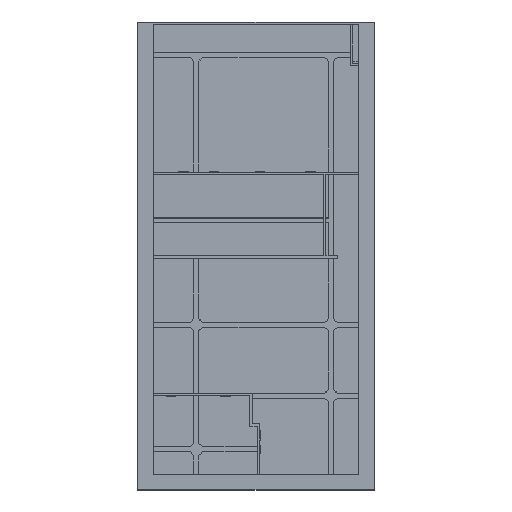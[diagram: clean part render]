
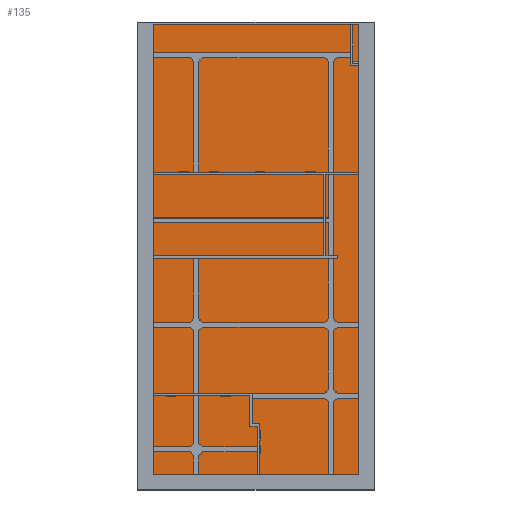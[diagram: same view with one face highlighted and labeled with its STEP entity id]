
A CAD part, top view. The second image highlights one B-rep face of the part: STEP entity #135.
In plain terms, the highlighted planar face has unit normal (0, 0, 1).
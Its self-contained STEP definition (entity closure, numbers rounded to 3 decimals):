
#115=AXIS2_PLACEMENT_3D('Plane Axis2P3D',#112,#113,#114) ;
#46=CARTESIAN_POINT('Line Origine',(0.,8850.,0.)) ;
#50=CARTESIAN_POINT('Vertex',(0.,17700.,0.)) ;
#52=CARTESIAN_POINT('Vertex',(0.,0.,0.)) ;
#97=CARTESIAN_POINT('Vertex',(-8100.,17700.,0.)) ;
#100=CARTESIAN_POINT('Line Origine',(-4050.,17700.,0.)) ;
#112=CARTESIAN_POINT('Axis2P3D Location',(0.,0.,0.)) ;
#117=CARTESIAN_POINT('Line Origine',(-8100.,8850.,0.)) ;
#121=CARTESIAN_POINT('Vertex',(-8100.,0.,0.)) ;
#124=CARTESIAN_POINT('Line Origine',(-4050.,0.,0.)) ;
#47=DIRECTION('Vector Direction',(0.,-1.,0.)) ;
#101=DIRECTION('Vector Direction',(-1.,0.,0.)) ;
#113=DIRECTION('Axis2P3D Direction',(0.,0.,1.)) ;
#114=DIRECTION('Axis2P3D XDirection',(1.,0.,0.)) ;
#118=DIRECTION('Vector Direction',(0.,1.,0.)) ;
#125=DIRECTION('Vector Direction',(1.,0.,0.)) ;
#48=VECTOR('Line Direction',#47,1.) ;
#102=VECTOR('Line Direction',#101,1.) ;
#119=VECTOR('Line Direction',#118,1.) ;
#126=VECTOR('Line Direction',#125,1.) ;
#130=ORIENTED_EDGE('',*,*,#104,.T.) ;
#131=ORIENTED_EDGE('',*,*,#123,.F.) ;
#132=ORIENTED_EDGE('',*,*,#128,.T.) ;
#133=ORIENTED_EDGE('',*,*,#54,.F.) ;
#135=ADVANCED_FACE('\X2\041F043E043B\X0\',(#134),#116,.T.) ;
#54=EDGE_CURVE('',#51,#53,#49,.T.) ;
#104=EDGE_CURVE('',#51,#98,#103,.T.) ;
#123=EDGE_CURVE('',#122,#98,#120,.T.) ;
#128=EDGE_CURVE('',#122,#53,#127,.T.) ;
#129=EDGE_LOOP('',(#130,#131,#132,#133)) ;
#134=FACE_OUTER_BOUND('',#129,.T.) ;
#49=LINE('Line',#46,#48) ;
#103=LINE('Line',#100,#102) ;
#120=LINE('Line',#117,#119) ;
#127=LINE('Line',#124,#126) ;
#116=PLANE('Plane',#115) ;
#51=VERTEX_POINT('',#50) ;
#53=VERTEX_POINT('',#52) ;
#98=VERTEX_POINT('',#97) ;
#122=VERTEX_POINT('',#121) ;
